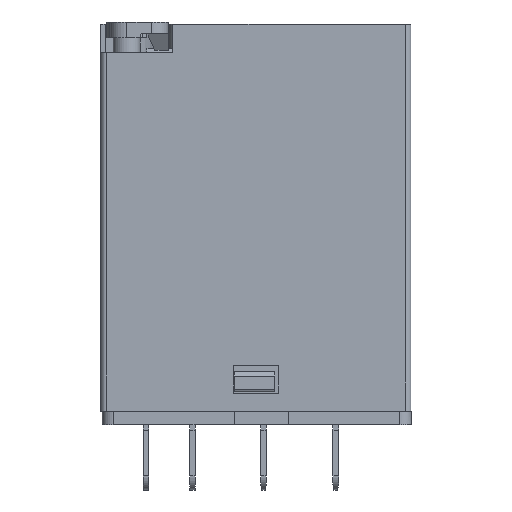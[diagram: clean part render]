
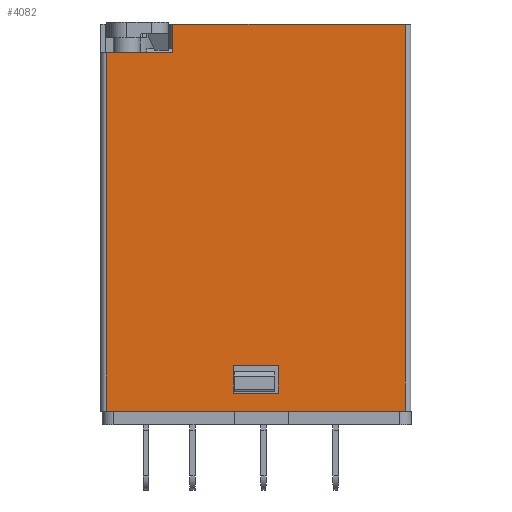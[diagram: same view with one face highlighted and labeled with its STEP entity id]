
A CAD part, left-side view. The second image highlights one B-rep face of the part: STEP entity #4082.
In plain terms, the highlighted planar face has unit normal (-1, 0, 0).
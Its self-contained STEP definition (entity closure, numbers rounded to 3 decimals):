
#93=FACE_BOUND('',#423,.T.);
#181=FACE_OUTER_BOUND('',#422,.T.);
#422=EDGE_LOOP('',(#3030,#3031,#3032,#3033,#3034,#3035));
#423=EDGE_LOOP('',(#3036,#3037,#3038,#3039));
#824=LINE('',#6016,#1302);
#828=LINE('',#6022,#1306);
#890=LINE('',#6215,#1368);
#891=LINE('',#6219,#1369);
#892=LINE('',#6221,#1370);
#893=LINE('',#6222,#1371);
#894=LINE('',#6225,#1372);
#895=LINE('',#6227,#1373);
#896=LINE('',#6229,#1374);
#897=LINE('',#6230,#1375);
#1302=VECTOR('',#4793,1.);
#1306=VECTOR('',#4799,1.);
#1368=VECTOR('',#4979,1.);
#1369=VECTOR('',#4984,1.);
#1370=VECTOR('',#4985,1.);
#1371=VECTOR('',#4986,1.);
#1372=VECTOR('',#4987,1.);
#1373=VECTOR('',#4988,1.);
#1374=VECTOR('',#4989,1.);
#1375=VECTOR('',#4990,1.);
#1772=VERTEX_POINT('',#6013);
#1773=VERTEX_POINT('',#6015);
#1774=VERTEX_POINT('',#6021);
#1830=VERTEX_POINT('',#6214);
#1831=VERTEX_POINT('',#6218);
#1832=VERTEX_POINT('',#6220);
#1833=VERTEX_POINT('',#6223);
#1834=VERTEX_POINT('',#6224);
#1835=VERTEX_POINT('',#6226);
#1836=VERTEX_POINT('',#6228);
#2191=EDGE_CURVE('',#1772,#1773,#824,.T.);
#2195=EDGE_CURVE('',#1773,#1774,#828,.T.);
#2282=EDGE_CURVE('',#1830,#1774,#890,.T.);
#2284=EDGE_CURVE('',#1831,#1772,#891,.T.);
#2285=EDGE_CURVE('',#1831,#1832,#892,.T.);
#2286=EDGE_CURVE('',#1832,#1830,#893,.T.);
#2287=EDGE_CURVE('',#1833,#1834,#894,.T.);
#2288=EDGE_CURVE('',#1834,#1835,#895,.T.);
#2289=EDGE_CURVE('',#1835,#1836,#896,.T.);
#2290=EDGE_CURVE('',#1836,#1833,#897,.T.);
#3030=ORIENTED_EDGE('',*,*,#2282,.T.);
#3031=ORIENTED_EDGE('',*,*,#2195,.F.);
#3032=ORIENTED_EDGE('',*,*,#2191,.F.);
#3033=ORIENTED_EDGE('',*,*,#2284,.F.);
#3034=ORIENTED_EDGE('',*,*,#2285,.T.);
#3035=ORIENTED_EDGE('',*,*,#2286,.T.);
#3036=ORIENTED_EDGE('',*,*,#2287,.T.);
#3037=ORIENTED_EDGE('',*,*,#2288,.T.);
#3038=ORIENTED_EDGE('',*,*,#2289,.T.);
#3039=ORIENTED_EDGE('',*,*,#2290,.T.);
#3891=PLANE('',#4346);
#4082=ADVANCED_FACE('',(#181,#93),#3891,.F.);
#4346=AXIS2_PLACEMENT_3D('',#6217,#4982,#4983);
#4793=DIRECTION('',(0.,0.,1.));
#4799=DIRECTION('',(0.,-1.,0.));
#4979=DIRECTION('',(0.,0.,1.));
#4982=DIRECTION('center_axis',(1.,0.,0.));
#4983=DIRECTION('ref_axis',(0.,1.,0.));
#4984=DIRECTION('',(0.,-1.,0.));
#4985=DIRECTION('',(0.,0.,-1.));
#4986=DIRECTION('',(0.,-1.,0.));
#4987=DIRECTION('',(0.,-1.,0.));
#4988=DIRECTION('',(0.,0.,-1.));
#4989=DIRECTION('',(0.,1.,0.));
#4990=DIRECTION('',(0.,0.,1.));
#6013=CARTESIAN_POINT('',(0.,7.35,33.));
#6015=CARTESIAN_POINT('',(0.,7.35,35.5));
#6016=CARTESIAN_POINT('',(0.,7.35,32.7));
#6021=CARTESIAN_POINT('',(0.,-13.25,35.5));
#6022=CARTESIAN_POINT('',(0.,13.75,35.5));
#6214=CARTESIAN_POINT('',(0.,-13.25,1.2));
#6215=CARTESIAN_POINT('',(0.,-13.25,35.2));
#6217=CARTESIAN_POINT('Origin',(0.,13.75,35.2));
#6218=CARTESIAN_POINT('',(0.,13.25,33.));
#6219=CARTESIAN_POINT('',(0.,6.866,33.));
#6220=CARTESIAN_POINT('',(0.,13.25,1.2));
#6221=CARTESIAN_POINT('',(0.,13.25,1.2));
#6222=CARTESIAN_POINT('',(0.,13.75,1.2));
#6223=CARTESIAN_POINT('',(0.,2.,5.2));
#6224=CARTESIAN_POINT('',(0.,-2.,5.2));
#6225=CARTESIAN_POINT('',(0.,2.,5.2));
#6226=CARTESIAN_POINT('',(0.,-2.,2.8));
#6227=CARTESIAN_POINT('',(0.,-2.,5.2));
#6228=CARTESIAN_POINT('',(0.,2.,2.8));
#6229=CARTESIAN_POINT('',(0.,-2.,2.8));
#6230=CARTESIAN_POINT('',(0.,2.,2.8));
